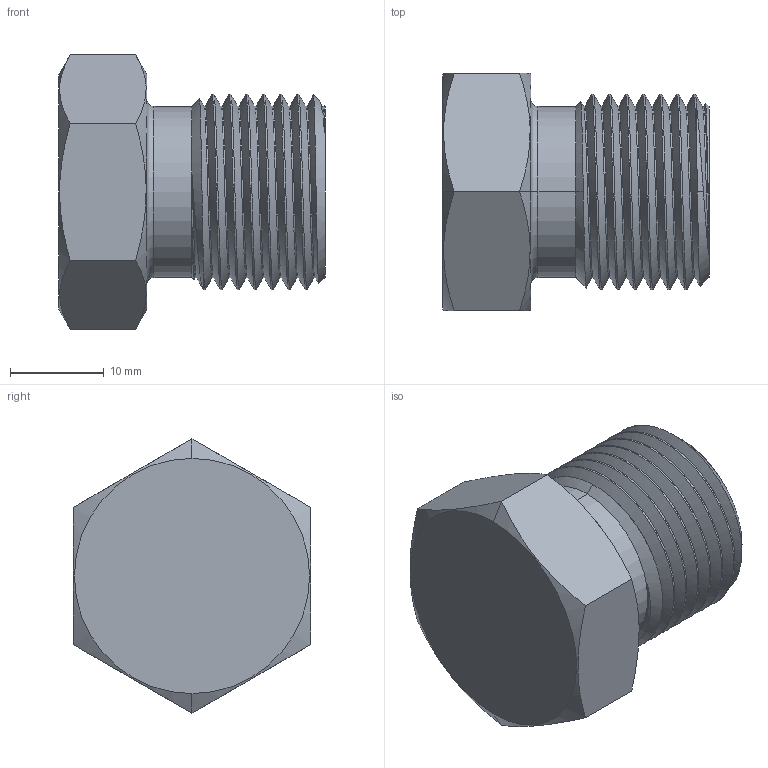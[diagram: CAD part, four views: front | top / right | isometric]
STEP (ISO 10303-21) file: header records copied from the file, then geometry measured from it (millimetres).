
FILE_DESCRIPTION (( 'STEP AP203' ), '1' );
FILE_NAME ('AD-320MSS-BL.STEP', '2025-07-30T18:42:34', ( '' ), ( '' ), 'SwSTEP 2.0', 'SolidWorks 2018', '' );
FILE_SCHEMA (( 'CONFIG_CONTROL_DESIGN' ));
Length unit declared in the file: inch
Products named in the file (1): AD-320MSS-BL
Bounding box: 28.45 x 25.4 x 29.33 mm (x, y, z)
Volume: 10747.4 mm3; surface area: 3739.3 mm2
Topology: 1 solids, 1 shells, 139 faces, 376 edges, 247 vertices
Faces by surface type: bspline 61, cylinder 33, plane 29, cone 14, torus 2
Entity records: 8474 total; most frequent: CARTESIAN_POINT 5521, ORIENTED_EDGE 752, EDGE_CURVE 376, DIRECTION 357, VERTEX_POINT 247, VECTOR 149, LINE 149, EDGE_LOOP 147
